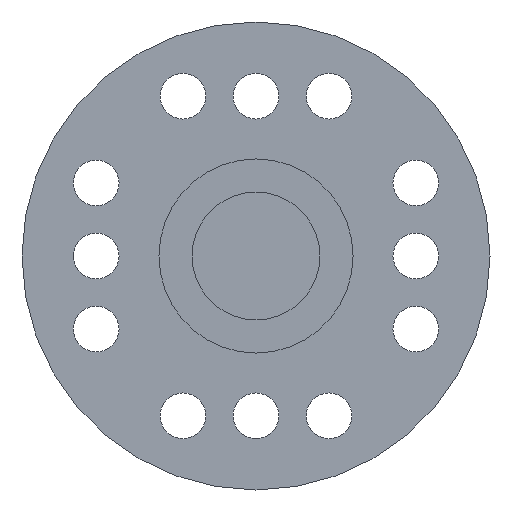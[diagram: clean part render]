
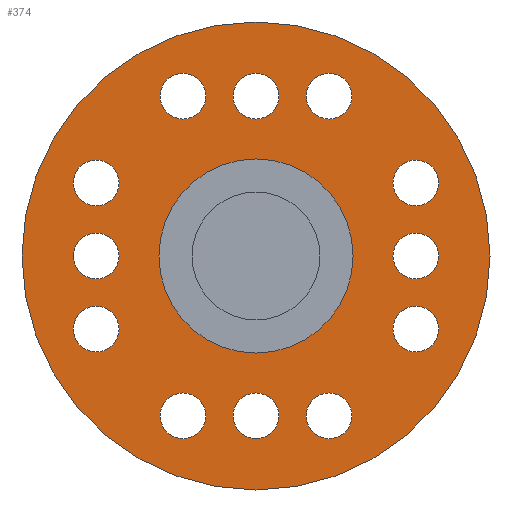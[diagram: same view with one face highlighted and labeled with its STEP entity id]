
A CAD part, front view. The second image highlights one B-rep face of the part: STEP entity #374.
In plain terms, the highlighted planar face has unit normal (0, -1, 0).
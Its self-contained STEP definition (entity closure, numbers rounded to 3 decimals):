
#73=FACE_BOUND('',#136,.T.);
#74=FACE_BOUND('',#137,.T.);
#75=FACE_BOUND('',#138,.T.);
#76=FACE_BOUND('',#139,.T.);
#77=FACE_BOUND('',#140,.T.);
#78=FACE_BOUND('',#141,.T.);
#79=FACE_BOUND('',#142,.T.);
#80=FACE_BOUND('',#143,.T.);
#81=FACE_BOUND('',#144,.T.);
#82=FACE_BOUND('',#145,.T.);
#83=FACE_BOUND('',#146,.T.);
#84=FACE_BOUND('',#147,.T.);
#85=FACE_BOUND('',#148,.T.);
#102=FACE_OUTER_BOUND('',#135,.T.);
#135=EDGE_LOOP('',(#329));
#136=EDGE_LOOP('',(#330));
#137=EDGE_LOOP('',(#331));
#138=EDGE_LOOP('',(#332));
#139=EDGE_LOOP('',(#333));
#140=EDGE_LOOP('',(#334));
#141=EDGE_LOOP('',(#335));
#142=EDGE_LOOP('',(#336));
#143=EDGE_LOOP('',(#337));
#144=EDGE_LOOP('',(#338));
#145=EDGE_LOOP('',(#339));
#146=EDGE_LOOP('',(#340));
#147=EDGE_LOOP('',(#341));
#148=EDGE_LOOP('',(#342));
#168=CIRCLE('',#416,10.25);
#169=CIRCLE('',#418,1.);
#170=CIRCLE('',#420,1.);
#171=CIRCLE('',#422,1.);
#172=CIRCLE('',#424,1.);
#173=CIRCLE('',#426,1.);
#174=CIRCLE('',#428,1.);
#175=CIRCLE('',#430,1.);
#176=CIRCLE('',#432,1.);
#177=CIRCLE('',#434,1.);
#178=CIRCLE('',#436,1.);
#179=CIRCLE('',#438,1.);
#180=CIRCLE('',#440,1.);
#181=CIRCLE('',#442,4.25);
#199=VERTEX_POINT('',#601);
#200=VERTEX_POINT('',#605);
#201=VERTEX_POINT('',#609);
#202=VERTEX_POINT('',#613);
#203=VERTEX_POINT('',#617);
#204=VERTEX_POINT('',#621);
#205=VERTEX_POINT('',#625);
#206=VERTEX_POINT('',#629);
#207=VERTEX_POINT('',#633);
#208=VERTEX_POINT('',#637);
#209=VERTEX_POINT('',#641);
#210=VERTEX_POINT('',#645);
#211=VERTEX_POINT('',#649);
#212=VERTEX_POINT('',#653);
#230=EDGE_CURVE('',#199,#199,#168,.T.);
#233=EDGE_CURVE('',#200,#200,#169,.T.);
#235=EDGE_CURVE('',#201,#201,#170,.T.);
#237=EDGE_CURVE('',#202,#202,#171,.T.);
#239=EDGE_CURVE('',#203,#203,#172,.T.);
#241=EDGE_CURVE('',#204,#204,#173,.T.);
#243=EDGE_CURVE('',#205,#205,#174,.T.);
#245=EDGE_CURVE('',#206,#206,#175,.T.);
#247=EDGE_CURVE('',#207,#207,#176,.T.);
#249=EDGE_CURVE('',#208,#208,#177,.T.);
#251=EDGE_CURVE('',#209,#209,#178,.T.);
#253=EDGE_CURVE('',#210,#210,#179,.T.);
#255=EDGE_CURVE('',#211,#211,#180,.T.);
#256=EDGE_CURVE('',#212,#212,#181,.T.);
#329=ORIENTED_EDGE('',*,*,#230,.T.);
#330=ORIENTED_EDGE('',*,*,#233,.T.);
#331=ORIENTED_EDGE('',*,*,#235,.F.);
#332=ORIENTED_EDGE('',*,*,#237,.T.);
#333=ORIENTED_EDGE('',*,*,#239,.T.);
#334=ORIENTED_EDGE('',*,*,#241,.T.);
#335=ORIENTED_EDGE('',*,*,#243,.F.);
#336=ORIENTED_EDGE('',*,*,#245,.F.);
#337=ORIENTED_EDGE('',*,*,#256,.T.);
#338=ORIENTED_EDGE('',*,*,#247,.F.);
#339=ORIENTED_EDGE('',*,*,#249,.T.);
#340=ORIENTED_EDGE('',*,*,#251,.T.);
#341=ORIENTED_EDGE('',*,*,#253,.F.);
#342=ORIENTED_EDGE('',*,*,#255,.F.);
#356=PLANE('',#441);
#374=ADVANCED_FACE('',(#102,#73,#74,#75,#76,#77,#78,#79,#80,#81,#82,#83,
#84,#85),#356,.T.);
#416=AXIS2_PLACEMENT_3D('',#602,#486,#487);
#418=AXIS2_PLACEMENT_3D('',#607,#492,#493);
#420=AXIS2_PLACEMENT_3D('',#611,#497,#498);
#422=AXIS2_PLACEMENT_3D('',#615,#502,#503);
#424=AXIS2_PLACEMENT_3D('',#619,#507,#508);
#426=AXIS2_PLACEMENT_3D('',#623,#512,#513);
#428=AXIS2_PLACEMENT_3D('',#627,#517,#518);
#430=AXIS2_PLACEMENT_3D('',#631,#522,#523);
#432=AXIS2_PLACEMENT_3D('',#635,#527,#528);
#434=AXIS2_PLACEMENT_3D('',#639,#532,#533);
#436=AXIS2_PLACEMENT_3D('',#643,#537,#538);
#438=AXIS2_PLACEMENT_3D('',#647,#542,#543);
#440=AXIS2_PLACEMENT_3D('',#651,#547,#548);
#441=AXIS2_PLACEMENT_3D('',#652,#549,#550);
#442=AXIS2_PLACEMENT_3D('',#654,#551,#552);
#486=DIRECTION('center_axis',(0.,-1.,0.));
#487=DIRECTION('ref_axis',(1.,0.,0.));
#492=DIRECTION('center_axis',(0.,1.,0.));
#493=DIRECTION('ref_axis',(-1.,0.,0.));
#497=DIRECTION('center_axis',(0.,-1.,0.));
#498=DIRECTION('ref_axis',(1.,0.,0.));
#502=DIRECTION('center_axis',(0.,1.,0.));
#503=DIRECTION('ref_axis',(-1.,0.,0.));
#507=DIRECTION('center_axis',(0.,1.,0.));
#508=DIRECTION('ref_axis',(-1.,0.,0.));
#512=DIRECTION('center_axis',(0.,1.,0.));
#513=DIRECTION('ref_axis',(1.,0.,0.));
#517=DIRECTION('center_axis',(0.,-1.,0.));
#518=DIRECTION('ref_axis',(1.,0.,0.));
#522=DIRECTION('center_axis',(0.,-1.,0.));
#523=DIRECTION('ref_axis',(1.,0.,0.));
#527=DIRECTION('center_axis',(0.,-1.,0.));
#528=DIRECTION('ref_axis',(1.,0.,0.));
#532=DIRECTION('center_axis',(0.,1.,0.));
#533=DIRECTION('ref_axis',(1.,0.,0.));
#537=DIRECTION('center_axis',(0.,1.,0.));
#538=DIRECTION('ref_axis',(1.,0.,0.));
#542=DIRECTION('center_axis',(0.,-1.,0.));
#543=DIRECTION('ref_axis',(1.,0.,0.));
#547=DIRECTION('center_axis',(0.,-1.,0.));
#548=DIRECTION('ref_axis',(1.,0.,0.));
#549=DIRECTION('center_axis',(0.,-1.,0.));
#550=DIRECTION('ref_axis',(0.,0.,-1.));
#551=DIRECTION('center_axis',(0.,1.,0.));
#552=DIRECTION('ref_axis',(1.,0.,0.));
#601=CARTESIAN_POINT('',(-10.25,-2.2,0.));
#602=CARTESIAN_POINT('Origin',(0.,-2.2,0.));
#605=CARTESIAN_POINT('',(-6.,-2.2,3.2));
#607=CARTESIAN_POINT('Origin',(-7.,-2.2,3.2));
#609=CARTESIAN_POINT('',(-4.2,-2.2,7.));
#611=CARTESIAN_POINT('Origin',(-3.2,-2.2,7.));
#613=CARTESIAN_POINT('',(-6.,-2.2,0.));
#615=CARTESIAN_POINT('Origin',(-7.,-2.2,0.));
#617=CARTESIAN_POINT('',(-6.,-2.2,-3.2));
#619=CARTESIAN_POINT('Origin',(-7.,-2.2,-3.2));
#621=CARTESIAN_POINT('',(-4.2,-2.2,-7.));
#623=CARTESIAN_POINT('Origin',(-3.2,-2.2,-7.));
#625=CARTESIAN_POINT('',(-1.,-2.2,7.));
#627=CARTESIAN_POINT('Origin',(0.,-2.2,7.));
#629=CARTESIAN_POINT('',(2.2,-2.2,7.));
#631=CARTESIAN_POINT('Origin',(3.2,-2.2,7.));
#633=CARTESIAN_POINT('',(6.,-2.2,3.2));
#635=CARTESIAN_POINT('Origin',(7.,-2.2,3.2));
#637=CARTESIAN_POINT('',(-1.,-2.2,-7.));
#639=CARTESIAN_POINT('Origin',(0.,-2.2,-7.));
#641=CARTESIAN_POINT('',(2.2,-2.2,-7.));
#643=CARTESIAN_POINT('Origin',(3.2,-2.2,-7.));
#645=CARTESIAN_POINT('',(6.,-2.2,0.));
#647=CARTESIAN_POINT('Origin',(7.,-2.2,0.));
#649=CARTESIAN_POINT('',(6.,-2.2,-3.2));
#651=CARTESIAN_POINT('Origin',(7.,-2.2,-3.2));
#652=CARTESIAN_POINT('Origin',(0.,-2.2,0.));
#653=CARTESIAN_POINT('',(-4.25,-2.2,0.));
#654=CARTESIAN_POINT('Origin',(0.,-2.2,0.));
